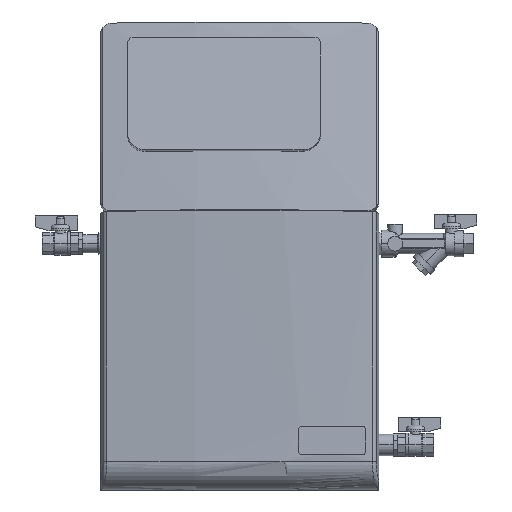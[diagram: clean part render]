
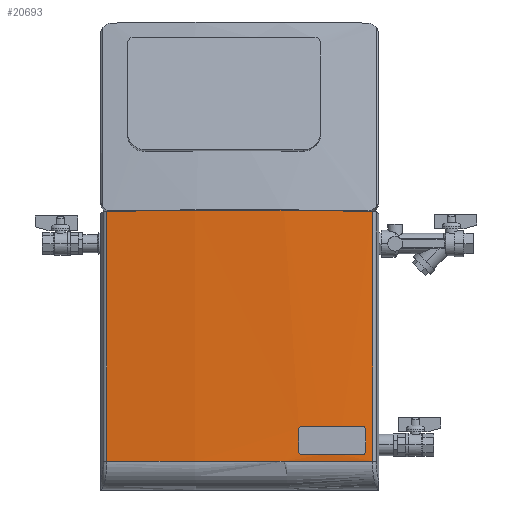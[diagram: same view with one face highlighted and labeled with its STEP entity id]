
A CAD part, front view. The second image highlights one B-rep face of the part: STEP entity #20693.
In plain terms, the highlighted cylindrical face has radius 1449.82 mm (diameter 2899.64 mm), a partial arc.
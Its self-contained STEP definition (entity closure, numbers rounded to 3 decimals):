
#18820=CARTESIAN_POINT('Vertex',(162.463,-191.869,35.)) ;
#18823=CARTESIAN_POINT('Axis2P3D Location',(0.,1248.819,35.)) ;
#18827=CARTESIAN_POINT('Vertex',(-162.463,-191.869,35.)) ;
#19026=CARTESIAN_POINT('Vertex',(-162.463,-191.869,340.397)) ;
#19030=CARTESIAN_POINT('Control Point',(-162.463,-191.869,340.397)) ;
#19031=CARTESIAN_POINT('Control Point',(-97.754,-199.166,341.744)) ;
#19032=CARTESIAN_POINT('Control Point',(-32.631,-202.83,342.421)) ;
#19033=CARTESIAN_POINT('Control Point',(32.631,-202.83,342.421)) ;
#19034=CARTESIAN_POINT('Control Point',(97.754,-199.166,341.744)) ;
#19035=CARTESIAN_POINT('Control Point',(162.463,-191.869,340.397)) ;
#19036=CARTESIAN_POINT('Vertex',(162.463,-191.869,340.397)) ;
#20594=CARTESIAN_POINT('Axis2P3D Location',(0.,1248.819,0.)) ;
#20599=CARTESIAN_POINT('Line Origine',(-162.463,-191.869,0.)) ;
#20604=CARTESIAN_POINT('Line Origine',(162.463,-191.869,0.)) ;
#20616=CARTESIAN_POINT('Control Point',(153.632,-192.837,73.567)) ;
#20617=CARTESIAN_POINT('Control Point',(153.632,-192.837,74.959)) ;
#20618=CARTESIAN_POINT('Control Point',(153.089,-192.895,76.353)) ;
#20619=CARTESIAN_POINT('Control Point',(151.993,-193.012,77.453)) ;
#20620=CARTESIAN_POINT('Control Point',(150.607,-193.157,77.997)) ;
#20621=CARTESIAN_POINT('Control Point',(149.222,-193.3,77.997)) ;
#20622=CARTESIAN_POINT('Vertex',(153.632,-192.837,73.567)) ;
#20624=CARTESIAN_POINT('Vertex',(149.222,-193.3,77.997)) ;
#20627=CARTESIAN_POINT('Line Origine',(153.632,-192.837,0.)) ;
#20631=CARTESIAN_POINT('Vertex',(153.632,-192.837,47.43)) ;
#20635=CARTESIAN_POINT('Control Point',(153.632,-192.837,47.43)) ;
#20636=CARTESIAN_POINT('Control Point',(153.632,-192.837,46.038)) ;
#20637=CARTESIAN_POINT('Control Point',(153.089,-192.895,44.644)) ;
#20638=CARTESIAN_POINT('Control Point',(151.993,-193.012,43.544)) ;
#20639=CARTESIAN_POINT('Control Point',(150.607,-193.157,43.)) ;
#20640=CARTESIAN_POINT('Control Point',(149.222,-193.3,43.)) ;
#20641=CARTESIAN_POINT('Vertex',(149.222,-193.3,43.)) ;
#20644=CARTESIAN_POINT('Axis2P3D Location',(0.,1248.819,43.)) ;
#20648=CARTESIAN_POINT('Vertex',(76.268,-198.993,43.)) ;
#20652=CARTESIAN_POINT('Control Point',(71.843,-199.219,47.43)) ;
#20653=CARTESIAN_POINT('Control Point',(71.843,-199.219,46.038)) ;
#20654=CARTESIAN_POINT('Control Point',(72.388,-199.192,44.645)) ;
#20655=CARTESIAN_POINT('Control Point',(73.487,-199.137,43.545)) ;
#20656=CARTESIAN_POINT('Control Point',(74.878,-199.066,43.)) ;
#20657=CARTESIAN_POINT('Control Point',(76.268,-198.993,43.)) ;
#20658=CARTESIAN_POINT('Vertex',(71.843,-199.219,47.43)) ;
#20661=CARTESIAN_POINT('Line Origine',(71.843,-199.219,0.)) ;
#20665=CARTESIAN_POINT('Vertex',(71.843,-199.219,73.567)) ;
#20669=CARTESIAN_POINT('Control Point',(71.843,-199.219,73.567)) ;
#20670=CARTESIAN_POINT('Control Point',(71.843,-199.219,74.959)) ;
#20671=CARTESIAN_POINT('Control Point',(72.388,-199.192,76.352)) ;
#20672=CARTESIAN_POINT('Control Point',(73.487,-199.137,77.452)) ;
#20673=CARTESIAN_POINT('Control Point',(74.878,-199.066,77.997)) ;
#20674=CARTESIAN_POINT('Control Point',(76.268,-198.993,77.997)) ;
#20675=CARTESIAN_POINT('Vertex',(76.268,-198.993,77.997)) ;
#20678=CARTESIAN_POINT('Axis2P3D Location',(0.,1248.819,77.997)) ;
#20601=VECTOR('Line Direction',#20600,1.) ;
#20606=VECTOR('Line Direction',#20605,1.) ;
#20629=VECTOR('Line Direction',#20628,1.) ;
#20663=VECTOR('Line Direction',#20662,1.) ;
#18824=DIRECTION('Axis2P3D Direction',(0.,0.,-1.)) ;
#20595=DIRECTION('Axis2P3D Direction',(0.,-0.,1.)) ;
#20596=DIRECTION('Axis2P3D XDirection',(-0.114,-0.993,0.)) ;
#20600=DIRECTION('Vector Direction',(0.,0.,1.)) ;
#20605=DIRECTION('Vector Direction',(0.,0.,1.)) ;
#20628=DIRECTION('Vector Direction',(0.,0.,1.)) ;
#20645=DIRECTION('Axis2P3D Direction',(0.,-0.,1.)) ;
#20662=DIRECTION('Vector Direction',(0.,0.,1.)) ;
#20679=DIRECTION('Axis2P3D Direction',(0.,-0.,1.)) ;
#18825=AXIS2_PLACEMENT_3D('Circle Axis2P3D',#18823,#18824,$) ;
#20597=AXIS2_PLACEMENT_3D('Cylinder Axis2P3D',#20594,#20595,#20596) ;
#20646=AXIS2_PLACEMENT_3D('Circle Axis2P3D',#20644,#20645,$) ;
#20680=AXIS2_PLACEMENT_3D('Circle Axis2P3D',#20678,#20679,$) ;
#20602=LINE('Line',#20599,#20601) ;
#20607=LINE('Line',#20604,#20606) ;
#20630=LINE('Line',#20627,#20629) ;
#20664=LINE('Line',#20661,#20663) ;
#18826=CIRCLE('generated circle',#18825,1449.819) ;
#20647=CIRCLE('generated circle',#20646,1449.819) ;
#20681=CIRCLE('generated circle',#20680,1449.819) ;
#20598=CYLINDRICAL_SURFACE('generated cylinder',#20597,1449.819) ;
#20692=FACE_BOUND('',#20683,.T.) ;
#18829=EDGE_CURVE('',#18821,#18828,#18826,.T.) ;
#19038=EDGE_CURVE('',#19027,#19037,#19029,.T.) ;
#20603=EDGE_CURVE('',#18828,#19027,#20602,.T.) ;
#20608=EDGE_CURVE('',#19037,#18821,#20607,.F.) ;
#20626=EDGE_CURVE('',#20623,#20625,#20615,.T.) ;
#20633=EDGE_CURVE('',#20632,#20623,#20630,.T.) ;
#20643=EDGE_CURVE('',#20632,#20642,#20634,.T.) ;
#20650=EDGE_CURVE('',#20642,#20649,#20647,.F.) ;
#20660=EDGE_CURVE('',#20659,#20649,#20651,.T.) ;
#20667=EDGE_CURVE('',#20659,#20666,#20664,.T.) ;
#20677=EDGE_CURVE('',#20666,#20676,#20668,.T.) ;
#20682=EDGE_CURVE('',#20676,#20625,#20681,.T.) ;
#20610=ORIENTED_EDGE('',*,*,#19038,.F.) ;
#20611=ORIENTED_EDGE('',*,*,#20603,.F.) ;
#20612=ORIENTED_EDGE('',*,*,#18829,.F.) ;
#20613=ORIENTED_EDGE('',*,*,#20608,.F.) ;
#20684=ORIENTED_EDGE('',*,*,#20626,.F.) ;
#20685=ORIENTED_EDGE('',*,*,#20633,.F.) ;
#20686=ORIENTED_EDGE('',*,*,#20643,.T.) ;
#20687=ORIENTED_EDGE('',*,*,#20650,.T.) ;
#20688=ORIENTED_EDGE('',*,*,#20660,.F.) ;
#20689=ORIENTED_EDGE('',*,*,#20667,.T.) ;
#20690=ORIENTED_EDGE('',*,*,#20677,.T.) ;
#20691=ORIENTED_EDGE('',*,*,#20682,.T.) ;
#20609=EDGE_LOOP('',(#20610,#20611,#20612,#20613)) ;
#20683=EDGE_LOOP('',(#20684,#20685,#20686,#20687,#20688,#20689,#20690,#20691)) ;
#18821=VERTEX_POINT('',#18820) ;
#18828=VERTEX_POINT('',#18827) ;
#19027=VERTEX_POINT('',#19026) ;
#19037=VERTEX_POINT('',#19036) ;
#20623=VERTEX_POINT('',#20622) ;
#20625=VERTEX_POINT('',#20624) ;
#20632=VERTEX_POINT('',#20631) ;
#20642=VERTEX_POINT('',#20641) ;
#20649=VERTEX_POINT('',#20648) ;
#20659=VERTEX_POINT('',#20658) ;
#20666=VERTEX_POINT('',#20665) ;
#20676=VERTEX_POINT('',#20675) ;
#20693=ADVANCED_FACE('39D',(#20614,#20692),#20598,.T.) ;
#19029=B_SPLINE_CURVE_WITH_KNOTS('',5,(#19030,#19031,#19032,#19033,#19034,#19035),.UNSPECIFIED.,.F.,.U.,(6,6),(0.,567.182),.UNSPECIFIED.) ;
#20615=B_SPLINE_CURVE_WITH_KNOTS('',5,(#20616,#20617,#20618,#20619,#20620,#20621),.UNSPECIFIED.,.F.,.U.,(6,6),(0.,9.846),.UNSPECIFIED.) ;
#20634=B_SPLINE_CURVE_WITH_KNOTS('',5,(#20635,#20636,#20637,#20638,#20639,#20640),.UNSPECIFIED.,.F.,.U.,(6,6),(0.,9.846),.UNSPECIFIED.) ;
#20651=B_SPLINE_CURVE_WITH_KNOTS('',5,(#20652,#20653,#20654,#20655,#20656,#20657),.UNSPECIFIED.,.F.,.U.,(6,6),(0.,9.841),.UNSPECIFIED.) ;
#20668=B_SPLINE_CURVE_WITH_KNOTS('',5,(#20669,#20670,#20671,#20672,#20673,#20674),.UNSPECIFIED.,.F.,.U.,(6,6),(0.,9.841),.UNSPECIFIED.) ;
#20614=FACE_OUTER_BOUND('',#20609,.T.) ;
